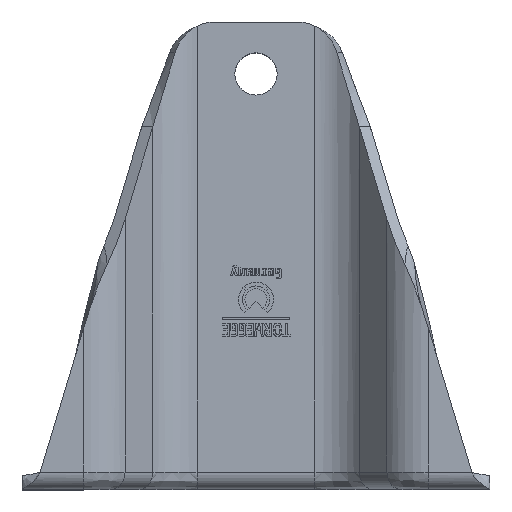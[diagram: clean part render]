
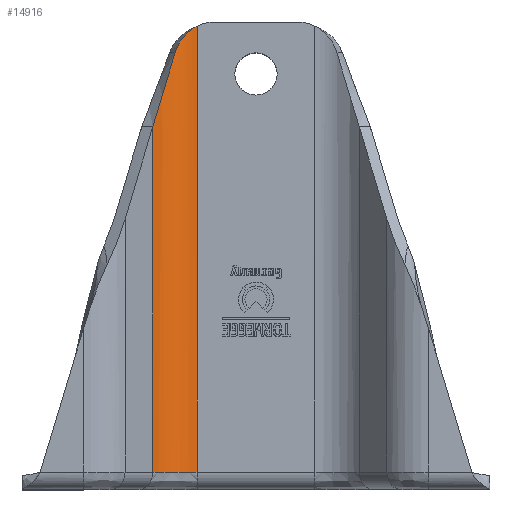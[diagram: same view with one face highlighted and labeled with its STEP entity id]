
A CAD part, top view. The second image highlights one B-rep face of the part: STEP entity #14916.
In plain terms, the highlighted cylindrical face has radius 16 mm (diameter 32 mm), a partial arc.
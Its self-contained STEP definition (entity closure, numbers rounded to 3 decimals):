
#281 = EDGE_CURVE ( 'NONE', #1201, #7126, #1403, .T. ) ;
#334 = CARTESIAN_POINT ( 'NONE',  ( -23.364, 126.106, 35.31 ) ) ;
#1201 = VERTEX_POINT ( 'NONE', #4401 ) ;
#1236 = VERTEX_POINT ( 'NONE', #4481 ) ;
#1403 = B_SPLINE_CURVE_WITH_KNOTS ( 'NONE', 3,
 ( #7809, #7561, #2627, #8414, #7338, #12163, #8559, #5130, #6127, #3991, #3915, #5212, #13385, #10793 ),
 .UNSPECIFIED., .F., .F.,
 ( 4, 2, 2, 2, 2, 2, 4 ),
 ( 0., 0.003, 0.004, 0.005, 0.008, 0.009, 0.01 ),
 .UNSPECIFIED. ) ;
#1569 = ORIENTED_EDGE ( 'NONE', *, *, #2480, .F. ) ;
#1771 = CIRCLE ( 'NONE', #14944, 16. ) ;
#1997 = EDGE_CURVE ( 'NONE', #1236, #9437, #1771, .T. ) ;
#2083 = VERTEX_POINT ( 'NONE', #2644 ) ;
#2438 = CYLINDRICAL_SURFACE ( 'NONE', #9299, 16. ) ;
#2480 = EDGE_CURVE ( 'NONE', #2083, #1201, #13456, .T. ) ;
#2627 = CARTESIAN_POINT ( 'NONE',  ( -22.832, 127.735, 35.086 ) ) ;
#2644 = CARTESIAN_POINT ( 'NONE',  ( -29.801, 104.706, 40.371 ) ) ;
#3007 = CARTESIAN_POINT ( 'NONE',  ( -29.801, 5., 40.371 ) ) ;
#3503 = EDGE_CURVE ( 'NONE', #7126, #1236, #8415, .T. ) ;
#3581 = FACE_OUTER_BOUND ( 'NONE', #3675, .T. ) ;
#3672 = CARTESIAN_POINT ( 'NONE',  ( -26.004, 117.328, 36.45 ) ) ;
#3675 = EDGE_LOOP ( 'NONE', ( #14468, #11657, #6407, #1569, #7904 ) ) ;
#3915 = CARTESIAN_POINT ( 'NONE',  ( -18.526, 132.929, 34.067 ) ) ;
#3991 = CARTESIAN_POINT ( 'NONE',  ( -18.881, 132.678, 34.105 ) ) ;
#4322 = CARTESIAN_POINT ( 'NONE',  ( -17.023, 5., 50. ) ) ;
#4401 = CARTESIAN_POINT ( 'NONE',  ( -23.364, 126.106, 35.31 ) ) ;
#4481 = CARTESIAN_POINT ( 'NONE',  ( -17.023, 5., 34. ) ) ;
#5130 = CARTESIAN_POINT ( 'NONE',  ( -20.501, 131.279, 34.373 ) ) ;
#5212 = CARTESIAN_POINT ( 'NONE',  ( -17.794, 133.389, 34.014 ) ) ;
#6127 = CARTESIAN_POINT ( 'NONE',  ( -19.896, 131.875, 34.245 ) ) ;
#6407 = ORIENTED_EDGE ( 'NONE', *, *, #281, .F. ) ;
#7059 = DIRECTION ( 'NONE',  ( 0., -1., 0. ) ) ;
#7079 = DIRECTION ( 'NONE',  ( 0., 0., 1. ) ) ;
#7126 = VERTEX_POINT ( 'NONE', #14042 ) ;
#7338 = CARTESIAN_POINT ( 'NONE',  ( -22.035, 129.235, 34.803 ) ) ;
#7465 = EDGE_CURVE ( 'NONE', #2083, #9437, #14096, .T. ) ;
#7561 = CARTESIAN_POINT ( 'NONE',  ( -23.14, 126.942, 35.214 ) ) ;
#7809 = CARTESIAN_POINT ( 'NONE',  ( -23.364, 126.106, 35.31 ) ) ;
#7904 = ORIENTED_EDGE ( 'NONE', *, *, #7465, .T. ) ;
#7977 = DIRECTION ( 'NONE',  ( 1., 0., 0. ) ) ;
#8054 = DIRECTION ( 'NONE',  ( 0., 1., 0. ) ) ;
#8414 = CARTESIAN_POINT ( 'NONE',  ( -22.249, 128.867, 34.876 ) ) ;
#8415 = LINE ( 'NONE', #9493, #10352 ) ;
#8559 = CARTESIAN_POINT ( 'NONE',  ( -21.31, 130.295, 34.583 ) ) ;
#9299 = AXIS2_PLACEMENT_3D ( 'NONE', #11753, #14121, #7079 ) ;
#9342 = DIRECTION ( 'NONE',  ( 0., -1., 0. ) ) ;
#9437 = VERTEX_POINT ( 'NONE', #3007 ) ;
#9493 = CARTESIAN_POINT ( 'NONE',  ( -17.023, 0., 34. ) ) ;
#9585 = CARTESIAN_POINT ( 'NONE',  ( -29.801, 0., 40.371 ) ) ;
#9766 = CARTESIAN_POINT ( 'NONE',  ( -28.173, 110.116, 38.211 ) ) ;
#10352 = VECTOR ( 'NONE', #9342, 1000. ) ;
#10793 = CARTESIAN_POINT ( 'NONE',  ( -17.023, 133.791, 34. ) ) ;
#11657 = ORIENTED_EDGE ( 'NONE', *, *, #3503, .F. ) ;
#11753 = CARTESIAN_POINT ( 'NONE',  ( -17.023, 0., 50. ) ) ;
#12073 = CARTESIAN_POINT ( 'NONE',  ( -29.801, 104.706, 40.371 ) ) ;
#12163 = CARTESIAN_POINT ( 'NONE',  ( -21.564, 129.951, 34.656 ) ) ;
#13172 = VECTOR ( 'NONE', #7059, 1000. ) ;
#13385 = CARTESIAN_POINT ( 'NONE',  ( -17.415, 133.6, 34. ) ) ;
#13456 =( BOUNDED_CURVE ( )  B_SPLINE_CURVE ( 3, ( #12073, #9766, #3672, #334 ),
 .UNSPECIFIED., .F., .F. ) 
 B_SPLINE_CURVE_WITH_KNOTS ( ( 4, 4 ),
 ( 0., 0.023 ),
 .UNSPECIFIED. ) 
 CURVE ( )  GEOMETRIC_REPRESENTATION_ITEM ( )  RATIONAL_B_SPLINE_CURVE ( ( 0.624, 0.576, 0.541, 0.521 ) ) 
 REPRESENTATION_ITEM ( '' )  );
#14042 = CARTESIAN_POINT ( 'NONE',  ( -17.023, 133.791, 34. ) ) ;
#14096 = LINE ( 'NONE', #9585, #13172 ) ;
#14121 = DIRECTION ( 'NONE',  ( 0., 1., 0. ) ) ;
#14468 = ORIENTED_EDGE ( 'NONE', *, *, #1997, .F. ) ;
#14916 = ADVANCED_FACE ( 'NONE', ( #3581 ), #2438, .F. ) ;
#14944 = AXIS2_PLACEMENT_3D ( 'NONE', #4322, #8054, #7977 ) ;
